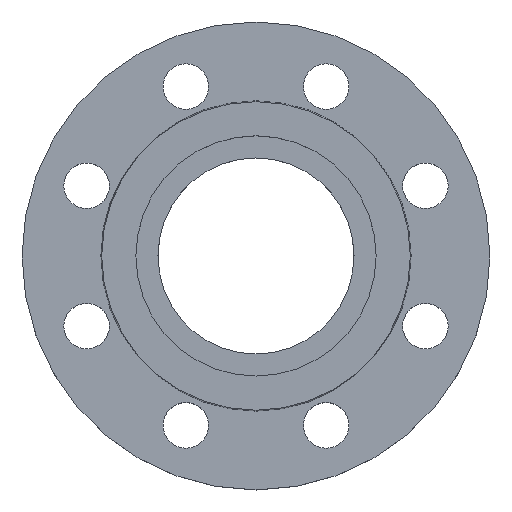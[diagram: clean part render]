
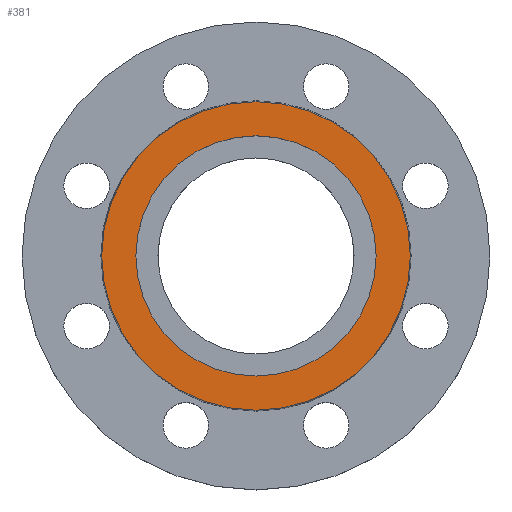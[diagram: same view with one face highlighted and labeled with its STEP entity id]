
A CAD part, top view. The second image highlights one B-rep face of the part: STEP entity #381.
In plain terms, the highlighted planar face has unit normal (0, 0, 1).
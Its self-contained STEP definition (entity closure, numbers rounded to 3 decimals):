
#8 = CIRCLE ( 'NONE', #866, 47.5 ) ;
#11 = CIRCLE ( 'NONE', #284, 61. ) ;
#49 = EDGE_CURVE ( 'NONE', #867, #680, #582, .T. ) ;
#74 = CIRCLE ( 'NONE', #663, 47.5 ) ;
#117 = CARTESIAN_POINT ( 'NONE',  ( 61., 0., 0. ) ) ;
#127 = CARTESIAN_POINT ( 'NONE',  ( -47.5, 0., 0. ) ) ;
#144 = DIRECTION ( 'NONE',  ( -1., 0., 0. ) ) ;
#151 = CARTESIAN_POINT ( 'NONE',  ( 0., 0., 0. ) ) ;
#153 = DIRECTION ( 'NONE',  ( 0., 0., -1. ) ) ;
#177 = CARTESIAN_POINT ( 'NONE',  ( 47.5, 0., 0. ) ) ;
#209 = EDGE_CURVE ( 'NONE', #834, #728, #8, .T. ) ;
#227 = CARTESIAN_POINT ( 'NONE',  ( -61., 0., 0. ) ) ;
#284 = AXIS2_PLACEMENT_3D ( 'NONE', #382, #368, #375 ) ;
#368 = DIRECTION ( 'NONE',  ( 0., 0., -1. ) ) ;
#375 = DIRECTION ( 'NONE',  ( -1., 0., 0. ) ) ;
#381 = ADVANCED_FACE ( 'NONE', ( #385, #407 ), #623, .T. ) ;
#382 = CARTESIAN_POINT ( 'NONE',  ( 0., 0., 0. ) ) ;
#383 = DIRECTION ( 'NONE',  ( 0., 0., 1. ) ) ;
#385 = FACE_OUTER_BOUND ( 'NONE', #743, .T. ) ;
#389 = CARTESIAN_POINT ( 'NONE',  ( 0., 0., 0. ) ) ;
#407 = FACE_BOUND ( 'NONE', #742, .T. ) ;
#418 = DIRECTION ( 'NONE',  ( 1., 0., 0. ) ) ;
#446 = EDGE_CURVE ( 'NONE', #680, #867, #11, .T. ) ;
#509 = CARTESIAN_POINT ( 'NONE',  ( 0., 0., 0. ) ) ;
#510 = DIRECTION ( 'NONE',  ( 0., 0., -1. ) ) ;
#511 = DIRECTION ( 'NONE',  ( -1., 0., 0. ) ) ;
#558 = CARTESIAN_POINT ( 'NONE',  ( 0., 0., 0. ) ) ;
#561 = DIRECTION ( 'NONE',  ( 0., 0., -1. ) ) ;
#562 = DIRECTION ( 'NONE',  ( -1., 0., 0. ) ) ;
#576 = AXIS2_PLACEMENT_3D ( 'NONE', #389, #383, #418 ) ;
#582 = CIRCLE ( 'NONE', #727, 61. ) ;
#623 = PLANE ( 'NONE',  #576 ) ;
#663 = AXIS2_PLACEMENT_3D ( 'NONE', #151, #153, #144 ) ;
#680 = VERTEX_POINT ( 'NONE', #227 ) ;
#727 = AXIS2_PLACEMENT_3D ( 'NONE', #509, #510, #511 ) ;
#728 = VERTEX_POINT ( 'NONE', #177 ) ;
#742 = EDGE_LOOP ( 'NONE', ( #857, #858 ) ) ;
#743 = EDGE_LOOP ( 'NONE', ( #855, #856 ) ) ;
#779 = EDGE_CURVE ( 'NONE', #728, #834, #74, .T. ) ;
#834 = VERTEX_POINT ( 'NONE', #127 ) ;
#855 = ORIENTED_EDGE ( 'NONE', *, *, #446, .F. ) ;
#856 = ORIENTED_EDGE ( 'NONE', *, *, #49, .F. ) ;
#857 = ORIENTED_EDGE ( 'NONE', *, *, #209, .T. ) ;
#858 = ORIENTED_EDGE ( 'NONE', *, *, #779, .T. ) ;
#866 = AXIS2_PLACEMENT_3D ( 'NONE', #558, #561, #562 ) ;
#867 = VERTEX_POINT ( 'NONE', #117 ) ;
